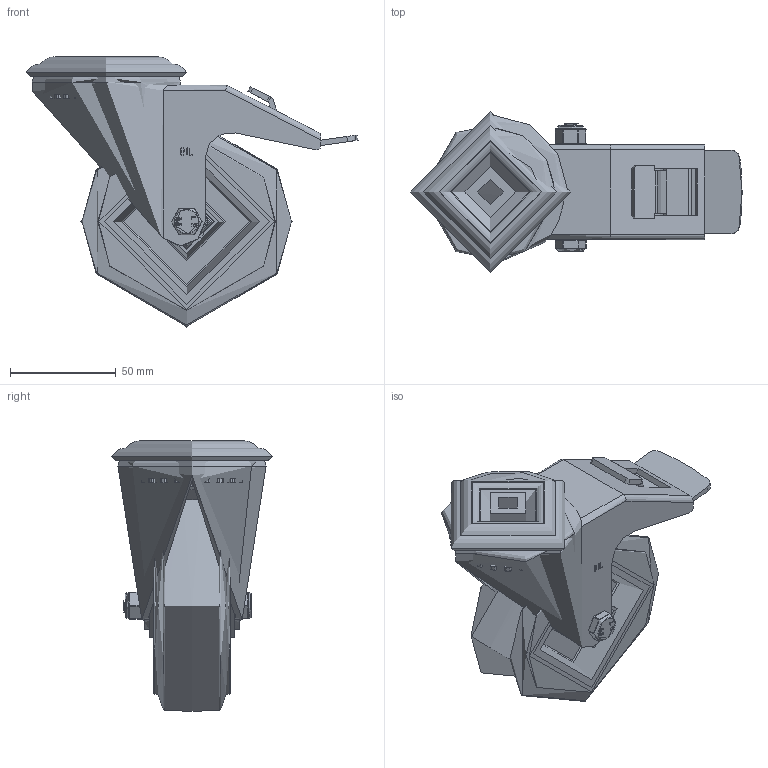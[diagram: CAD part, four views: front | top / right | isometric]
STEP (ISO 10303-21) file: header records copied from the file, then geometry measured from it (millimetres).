
FILE_DESCRIPTION(/* description */ (''),/* implementation_level */ '2;1');
FILE_NAME(/* name */ 'BZMM100RNBBH12SWB.step',/* time_stamp */ '2024-10-03T11:02:18+01:00',/* author */ (''),/* organization */ (''),/* preprocessor_version */ 'ST-DEVELOPER v20',/* originating_system */ 'Autodesk Translation Framework v13.20.0.188',/* authorisation */ '');
FILE_SCHEMA (('AUTOMOTIVE_DESIGN { 1 0 10303 214 3 1 1 }'));
Length unit declared in the file: millimetre
Products named in the file (21): BZMM100RNBBH12SWB; BZMM100ASBH12SWB v1; PRESSED STEEL, ZINC PLATED HEAD; PRESSED STEEL, ZINC PLATED FORKS; PRESSED STEEL, ZINC PLATED BRAKE PEDAL; BRAKE PAD; BZMM100WRNRB v1; 75 SHORE A ELASTIC RUBBER TYRE; NYLON RIM; ROLLER BEARING; CAGE; ribs; Component2; TUBEM12X40 v1; ZINC PLATED STEEL TUBE; HEXBOLTM8X55Z8.8 v2; GRADE 8.8 ZINC PLATED BOLT; NYLOCM8Z v1; NYLOC NUT; NUT; RUBBER
Assembly tree (27 placements, depth 5):
  BZMM100RNBBH12SWB
    BZMM100ASBH12SWB v1
      PRESSED STEEL, ZINC PLATED HEAD
      PRESSED STEEL, ZINC PLATED FORKS
      PRESSED STEEL, ZINC PLATED BRAKE PEDAL
      BRAKE PAD
    BZMM100WRNRB v1
      75 SHORE A ELASTIC RUBBER TYRE
      NYLON RIM
      ROLLER BEARING
        CAGE
        ribs
          Component2  x8
    TUBEM12X40 v1
      ZINC PLATED STEEL TUBE
    HEXBOLTM8X55Z8.8 v2
      GRADE 8.8 ZINC PLATED BOLT
    NYLOCM8Z v1
      NYLOC NUT
        NUT
        RUBBER
Bounding box: 157 x 76 x 128 mm (x, y, z)
Volume: 275726.7 mm3; surface area: 126905.5 mm2
Topology: 19 solids, 19 shells, 674 faces, 1735 edges, 1104 vertices
Faces by surface type: plane 340, cylinder 225, bspline 40, torus 30, sphere 24, cone 15
Full cylindrical faces by diameter (mm): 0.664 x2, 3.75 x8, 6.446 x7, 7.866 x13, 8 x3, 8.2 x2, 8.4 x1, 8.6 x2, 11.5 x1, 11.9 x1, 12.1 x1, 12.2 x1, 12.5 x1, 19.5 x1, 20 x1, 21.313 x1, 24 x3, 26 x1, 38 x1, 49.5 x1, 65 x1, 70 x1, 72 x1, 78 x2, 84 x2
Entity records: 27383 total; most frequent: CARTESIAN_POINT 10642, ORIENTED_EDGE 3414, DIRECTION 3399, EDGE_CURVE 1707, AXIS2_PLACEMENT_3D 1212, VERTEX_POINT 1090, LINE 975, VECTOR 975
